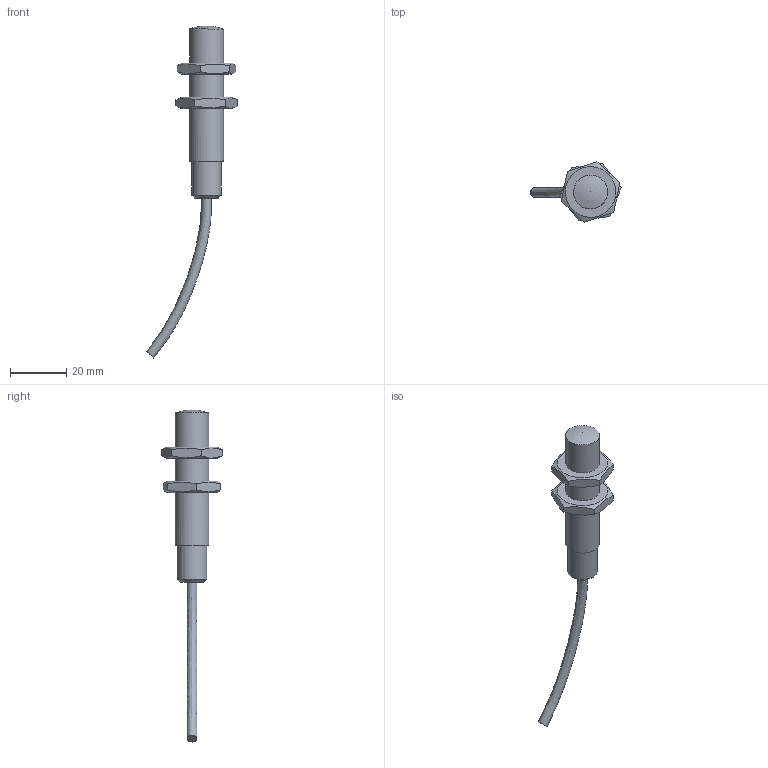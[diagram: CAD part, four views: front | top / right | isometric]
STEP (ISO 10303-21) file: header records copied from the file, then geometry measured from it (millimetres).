
FILE_DESCRIPTION((''),'2;1');
FILE_NAME('OEP_OSP_12_5M.stp','2008-11-07T18:03:22',('User'),(''),'Autodesk Inventor 10','Autodesk Inventor 10','');
FILE_SCHEMA(('AUTOMOTIVE_DESIGN { 1 0 10303 214 1 1 1 1 }'));
Length unit declared in the file: millimetre
Products named in the file (3): OEP_OSP_12_5M; MutterM12
Assembly tree (3 placements, depth 2):
  OEP_OSP_12_5M
    OEP_OSP_12_5M
    MutterM12  x2
Bounding box: 32.08 x 21.48 x 117.71 mm (x, y, z)
Volume: 8589.2 mm3; surface area: 4592.2 mm2
Topology: 3 solids, 3 shells, 75 faces, 176 edges, 117 vertices
Faces by surface type: plane 64, cone 5, cylinder 4, bspline 2
Full cylindrical faces by diameter (mm): 10.5 x1, 12 x3
Entity records: 2225 total; most frequent: CARTESIAN_POINT 766, ORIENTED_EDGE 276, DIRECTION 268, EDGE_CURVE 138, VECTOR 114, LINE 114, VERTEX_POINT 95, EDGE_LOOP 83
